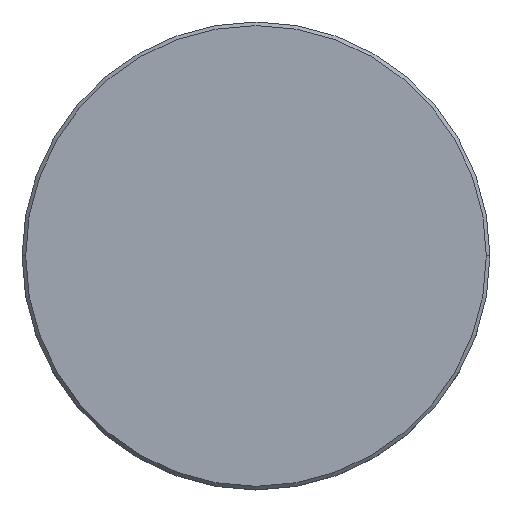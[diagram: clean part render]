
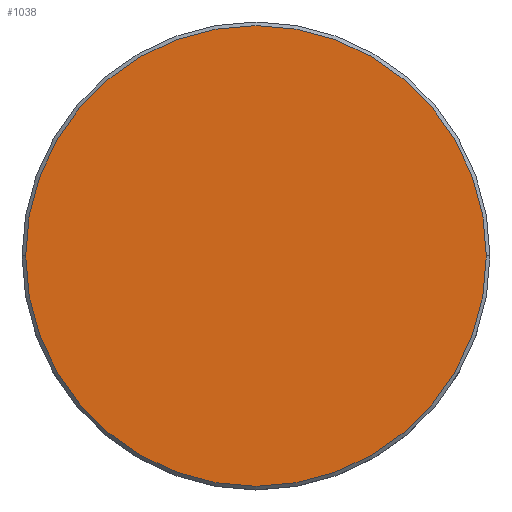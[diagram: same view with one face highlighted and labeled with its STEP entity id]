
A CAD part, top view. The second image highlights one B-rep face of the part: STEP entity #1038.
In plain terms, the highlighted planar face has unit normal (0, 0, 1).
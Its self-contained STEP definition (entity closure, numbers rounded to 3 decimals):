
#16 = PLANE ( 'NONE',  #403 ) ;
#18 = VERTEX_POINT ( 'NONE', #395 ) ;
#250 = CARTESIAN_POINT ( 'NONE',  ( 0., 0., 0. ) ) ;
#254 = EDGE_CURVE ( 'NONE', #678, #18, #892, .T. ) ;
#255 = DIRECTION ( 'NONE',  ( 1., 0., 0. ) ) ;
#261 = DIRECTION ( 'NONE',  ( 0., 0., 1. ) ) ;
#278 = EDGE_LOOP ( 'NONE', ( #829, #427 ) ) ;
#379 = AXIS2_PLACEMENT_3D ( 'NONE', #853, #1133, #683 ) ;
#395 = CARTESIAN_POINT ( 'NONE',  ( 32., 0., 0. ) ) ;
#402 = EDGE_CURVE ( 'NONE', #18, #678, #495, .T. ) ;
#403 = AXIS2_PLACEMENT_3D ( 'NONE', #913, #1106, #438 ) ;
#427 = ORIENTED_EDGE ( 'NONE', *, *, #402, .T. ) ;
#438 = DIRECTION ( 'NONE',  ( 1., 0., 0. ) ) ;
#495 = CIRCLE ( 'NONE', #1176, 32. ) ;
#550 = FACE_OUTER_BOUND ( 'NONE', #278, .T. ) ;
#678 = VERTEX_POINT ( 'NONE', #712 ) ;
#683 = DIRECTION ( 'NONE',  ( 1., 0., 0. ) ) ;
#712 = CARTESIAN_POINT ( 'NONE',  ( -32., 0., 0. ) ) ;
#829 = ORIENTED_EDGE ( 'NONE', *, *, #254, .T. ) ;
#853 = CARTESIAN_POINT ( 'NONE',  ( 0., 0., 0. ) ) ;
#892 = CIRCLE ( 'NONE', #379, 32. ) ;
#913 = CARTESIAN_POINT ( 'NONE',  ( 0., 0., 0. ) ) ;
#1038 = ADVANCED_FACE ( 'NONE', ( #550 ), #16, .T. ) ;
#1106 = DIRECTION ( 'NONE',  ( 0., 0., 1. ) ) ;
#1133 = DIRECTION ( 'NONE',  ( 0., 0., 1. ) ) ;
#1176 = AXIS2_PLACEMENT_3D ( 'NONE', #250, #261, #255 ) ;
